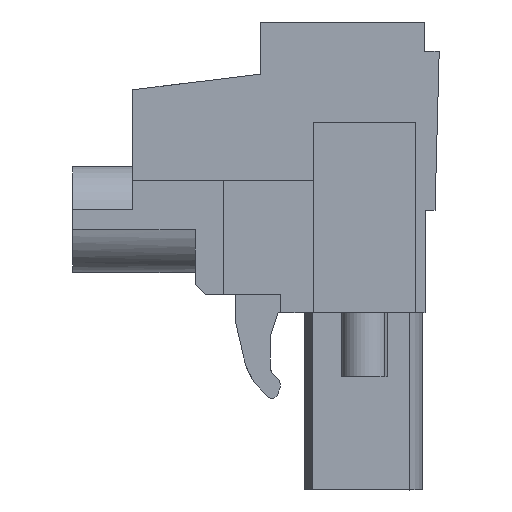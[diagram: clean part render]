
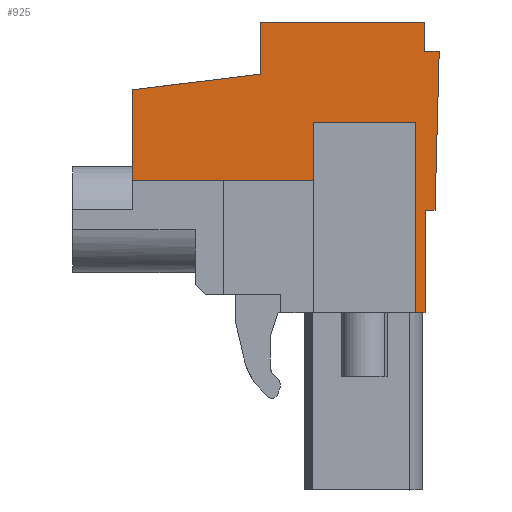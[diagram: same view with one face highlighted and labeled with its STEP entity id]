
A CAD part, left-side view. The second image highlights one B-rep face of the part: STEP entity #925.
In plain terms, the highlighted planar face has unit normal (-1, 0, 0).
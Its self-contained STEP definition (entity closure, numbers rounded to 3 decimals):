
#825=AXIS2_PLACEMENT_3D('Plane Axis2P3D',#822,#823,#824) ;
#40=CARTESIAN_POINT('Vertex',(4.94,8.9,20.75)) ;
#45=CARTESIAN_POINT('Line Origine',(4.94,8.9,22.05)) ;
#49=CARTESIAN_POINT('Vertex',(4.94,8.9,23.35)) ;
#705=CARTESIAN_POINT('Vertex',(4.94,15.25,19.97)) ;
#708=CARTESIAN_POINT('Line Origine',(4.94,12.075,20.36)) ;
#822=CARTESIAN_POINT('Axis2P3D Location',(4.94,-1.91,-25.3)) ;
#827=CARTESIAN_POINT('Line Origine',(4.94,0.908,8.85)) ;
#831=CARTESIAN_POINT('Vertex',(4.94,1.139,8.85)) ;
#833=CARTESIAN_POINT('Vertex',(4.94,0.677,8.85)) ;
#836=CARTESIAN_POINT('Line Origine',(4.94,0.664,11.4)) ;
#840=CARTESIAN_POINT('Vertex',(4.94,0.65,13.95)) ;
#843=CARTESIAN_POINT('Line Origine',(4.94,0.414,13.95)) ;
#847=CARTESIAN_POINT('Vertex',(4.94,0.179,13.95)) ;
#850=CARTESIAN_POINT('Line Origine',(4.94,0.075,17.925)) ;
#854=CARTESIAN_POINT('Vertex',(4.94,-0.029,21.9)) ;
#857=CARTESIAN_POINT('Line Origine',(4.94,0.335,21.9)) ;
#861=CARTESIAN_POINT('Vertex',(4.94,0.7,21.9)) ;
#864=CARTESIAN_POINT('Line Origine',(4.94,0.7,22.625)) ;
#868=CARTESIAN_POINT('Vertex',(4.94,0.7,23.35)) ;
#871=CARTESIAN_POINT('Line Origine',(4.94,4.8,23.35)) ;
#876=CARTESIAN_POINT('Line Origine',(4.94,15.25,17.71)) ;
#880=CARTESIAN_POINT('Vertex',(4.94,15.25,15.45)) ;
#883=CARTESIAN_POINT('Line Origine',(4.94,10.744,15.45)) ;
#887=CARTESIAN_POINT('Vertex',(4.94,6.239,15.45)) ;
#890=CARTESIAN_POINT('Line Origine',(4.94,6.239,16.68)) ;
#894=CARTESIAN_POINT('Vertex',(4.94,6.239,17.91)) ;
#897=CARTESIAN_POINT('Line Origine',(4.94,3.689,17.91)) ;
#901=CARTESIAN_POINT('Vertex',(4.94,1.139,17.91)) ;
#904=CARTESIAN_POINT('Line Origine',(4.94,1.139,13.38)) ;
#46=DIRECTION('Vector Direction',(0.,0.,1.)) ;
#709=DIRECTION('Vector Direction',(0.,-0.993,0.122)) ;
#823=DIRECTION('Axis2P3D Direction',(-1.,0.,0.)) ;
#824=DIRECTION('Axis2P3D XDirection',(0.,-1.,0.)) ;
#828=DIRECTION('Vector Direction',(0.,-1.,0.)) ;
#837=DIRECTION('Vector Direction',(0.,-0.005,1.)) ;
#844=DIRECTION('Vector Direction',(0.,1.,0.)) ;
#851=DIRECTION('Vector Direction',(0.,0.026,-1.)) ;
#858=DIRECTION('Vector Direction',(0.,-1.,0.)) ;
#865=DIRECTION('Vector Direction',(0.,0.,-1.)) ;
#872=DIRECTION('Vector Direction',(0.,-1.,0.)) ;
#877=DIRECTION('Vector Direction',(0.,0.,-1.)) ;
#884=DIRECTION('Vector Direction',(0.,1.,0.)) ;
#891=DIRECTION('Vector Direction',(0.,0.,-1.)) ;
#898=DIRECTION('Vector Direction',(0.,-1.,0.)) ;
#905=DIRECTION('Vector Direction',(0.,0.,-1.)) ;
#47=VECTOR('Line Direction',#46,1.) ;
#710=VECTOR('Line Direction',#709,1.) ;
#829=VECTOR('Line Direction',#828,1.) ;
#838=VECTOR('Line Direction',#837,1.) ;
#845=VECTOR('Line Direction',#844,1.) ;
#852=VECTOR('Line Direction',#851,1.) ;
#859=VECTOR('Line Direction',#858,1.) ;
#866=VECTOR('Line Direction',#865,1.) ;
#873=VECTOR('Line Direction',#872,1.) ;
#878=VECTOR('Line Direction',#877,1.) ;
#885=VECTOR('Line Direction',#884,1.) ;
#892=VECTOR('Line Direction',#891,1.) ;
#899=VECTOR('Line Direction',#898,1.) ;
#906=VECTOR('Line Direction',#905,1.) ;
#910=ORIENTED_EDGE('',*,*,#835,.T.) ;
#911=ORIENTED_EDGE('',*,*,#842,.T.) ;
#912=ORIENTED_EDGE('',*,*,#849,.T.) ;
#913=ORIENTED_EDGE('',*,*,#856,.T.) ;
#914=ORIENTED_EDGE('',*,*,#863,.T.) ;
#915=ORIENTED_EDGE('',*,*,#870,.T.) ;
#916=ORIENTED_EDGE('',*,*,#875,.T.) ;
#917=ORIENTED_EDGE('',*,*,#51,.T.) ;
#918=ORIENTED_EDGE('',*,*,#712,.T.) ;
#919=ORIENTED_EDGE('',*,*,#882,.T.) ;
#920=ORIENTED_EDGE('',*,*,#889,.F.) ;
#921=ORIENTED_EDGE('',*,*,#896,.T.) ;
#922=ORIENTED_EDGE('',*,*,#903,.T.) ;
#923=ORIENTED_EDGE('',*,*,#908,.F.) ;
#925=ADVANCED_FACE('HOUSING',(#924),#826,.T.) ;
#51=EDGE_CURVE('',#50,#41,#48,.F.) ;
#712=EDGE_CURVE('',#41,#706,#711,.F.) ;
#835=EDGE_CURVE('',#832,#834,#830,.T.) ;
#842=EDGE_CURVE('',#834,#841,#839,.T.) ;
#849=EDGE_CURVE('',#841,#848,#846,.F.) ;
#856=EDGE_CURVE('',#848,#855,#853,.F.) ;
#863=EDGE_CURVE('',#855,#862,#860,.F.) ;
#870=EDGE_CURVE('',#862,#869,#867,.F.) ;
#875=EDGE_CURVE('',#869,#50,#874,.F.) ;
#882=EDGE_CURVE('',#706,#881,#879,.T.) ;
#889=EDGE_CURVE('',#888,#881,#886,.T.) ;
#896=EDGE_CURVE('',#888,#895,#893,.F.) ;
#903=EDGE_CURVE('',#895,#902,#900,.T.) ;
#908=EDGE_CURVE('',#832,#902,#907,.F.) ;
#909=EDGE_LOOP('',(#910,#911,#912,#913,#914,#915,#916,#917,#918,#919,#920,#921,#922,#923)) ;
#924=FACE_OUTER_BOUND('',#909,.T.) ;
#48=LINE('Line',#45,#47) ;
#711=LINE('Line',#708,#710) ;
#830=LINE('Line',#827,#829) ;
#839=LINE('Line',#836,#838) ;
#846=LINE('Line',#843,#845) ;
#853=LINE('Line',#850,#852) ;
#860=LINE('Line',#857,#859) ;
#867=LINE('Line',#864,#866) ;
#874=LINE('Line',#871,#873) ;
#879=LINE('Line',#876,#878) ;
#886=LINE('Line',#883,#885) ;
#893=LINE('Line',#890,#892) ;
#900=LINE('Line',#897,#899) ;
#907=LINE('Line',#904,#906) ;
#826=PLANE('',#825) ;
#41=VERTEX_POINT('',#40) ;
#50=VERTEX_POINT('',#49) ;
#706=VERTEX_POINT('',#705) ;
#832=VERTEX_POINT('',#831) ;
#834=VERTEX_POINT('',#833) ;
#841=VERTEX_POINT('',#840) ;
#848=VERTEX_POINT('',#847) ;
#855=VERTEX_POINT('',#854) ;
#862=VERTEX_POINT('',#861) ;
#869=VERTEX_POINT('',#868) ;
#881=VERTEX_POINT('',#880) ;
#888=VERTEX_POINT('',#887) ;
#895=VERTEX_POINT('',#894) ;
#902=VERTEX_POINT('',#901) ;
